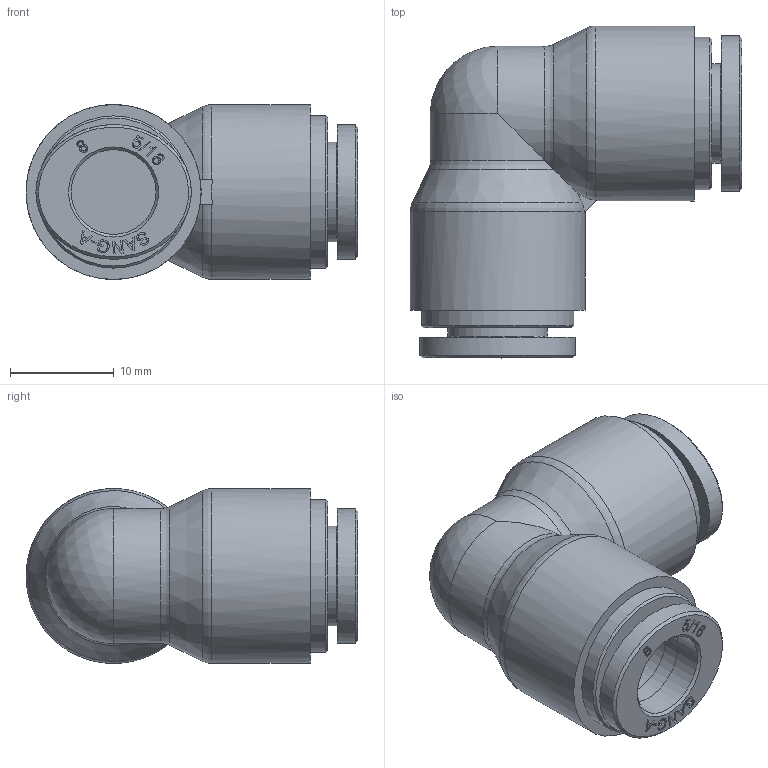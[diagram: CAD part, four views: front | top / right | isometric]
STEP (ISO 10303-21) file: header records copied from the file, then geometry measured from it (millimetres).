
FILE_DESCRIPTION((''),'2;1');
FILE_NAME('HR-PUL 08.stp','2020-03-19T10:30:00',('user'),(''),'Autodesk Inventor 2013','Autodesk Inventor 2013','');
FILE_SCHEMA(('AUTOMOTIVE_DESIGN { 1 0 10303 214 1 1 1 1 }'));
Length unit declared in the file: millimetre
Products named in the file (5): 조립품4; HR-PUL 08 BODY; HR-COLLAR 08; HR-Collar 08L(SUS); HR-SLEEVE 08
Assembly tree (5 placements, depth 3):
  조립품4
    HR-PUL 08 BODY
    HR-COLLAR 08  x2
      HR-Collar 08L(SUS)
      HR-SLEEVE 08
Bounding box: 32.05 x 32.05 x 16.9 mm (x, y, z)
Volume: 6570.8 mm3; surface area: 4435 mm2
Topology: 5 solids, 5 shells, 340 faces, 874 edges, 580 vertices
Faces by surface type: plane 171, bspline 142, cylinder 14, cone 8, torus 4, sphere 1
Full cylindrical faces by diameter (mm): 8.2 x6, 9.6 x2, 14.7 x2, 16.9 x2
Entity records: 5922 total; most frequent: CARTESIAN_POINT 1966, ORIENTED_EDGE 886, DIRECTION 565, EDGE_CURVE 443, VERTEX_POINT 300, VECTOR 259, LINE 259, EDGE_LOOP 215
